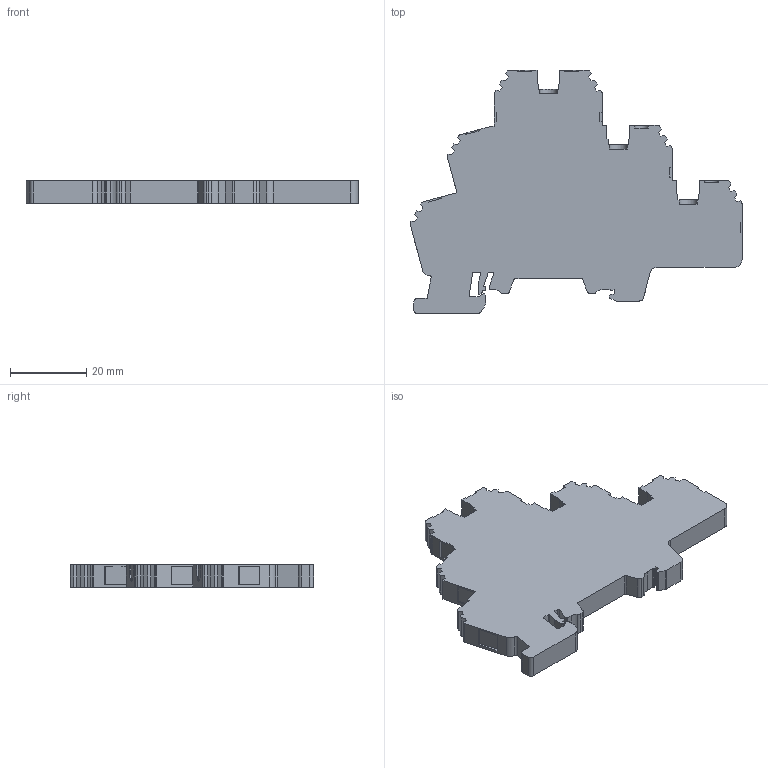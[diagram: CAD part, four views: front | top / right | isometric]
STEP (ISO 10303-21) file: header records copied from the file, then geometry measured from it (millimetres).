
FILE_DESCRIPTION (( 'STEP AP214' ), '1' );
FILE_NAME ('324100_PUK 3_Beige.STP', '2013-11-12T12:50:40', ( 'arge' ), ( 'Microsoft' ), 'SwSTEP 2.0', 'SolidWorks 2013', '' );
FILE_SCHEMA (( 'AUTOMOTIVE_DESIGN' ));
Length unit declared in the file: millimetre
Products named in the file (1): 324100_PUK 3_Beige
Bounding box: 87.15 x 63.9 x 6 mm (x, y, z)
Volume: 20127.7 mm3; surface area: 9128.1 mm2
Topology: 1 solids, 1 shells, 259 faces, 768 edges, 512 vertices
Faces by surface type: plane 200, cylinder 59
Entity records: 8632 total; most frequent: CARTESIAN_POINT 1546, ORIENTED_EDGE 1536, DIRECTION 1402, EDGE_CURVE 768, LINE 650, VECTOR 650, VERTEX_POINT 512, AXIS2_PLACEMENT_3D 376
